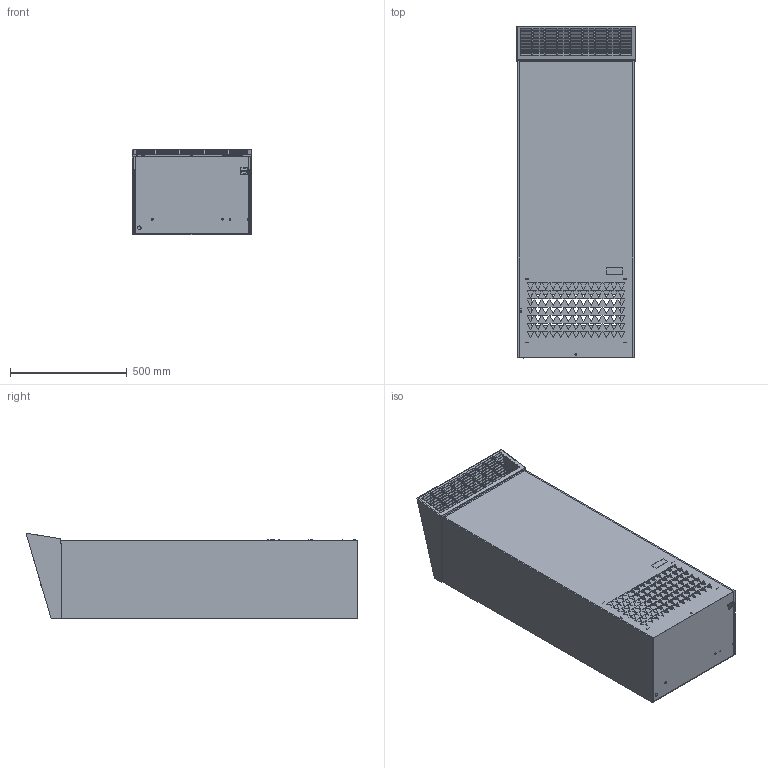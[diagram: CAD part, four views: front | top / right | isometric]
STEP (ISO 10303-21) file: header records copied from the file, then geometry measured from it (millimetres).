
FILE_DESCRIPTION(('STEP AP242'),'1');
FILE_NAME('nsycuhd4k3p4.stp','2020-06-24T10:09:21',('TraceParts'),('TraceParts S.A.'),'Spatial InterOp 3D',' ',' ');
FILE_SCHEMA(('AP242_MANAGED_MODEL_BASED_3D_ENGINEERING_MIM_LF {1 0 10303 442 1 1 4}'));
Length unit declared in the file: millimetre
Products named in the file (1): nsycuhd4k3p4
Bounding box: 512.3 x 1418.52 x 365.36 mm (x, y, z)
Volume: 8620518.6 mm3; surface area: 5190521.5 mm2
Topology: 1 solids, 1 shells, 1671 faces, 4902 edges, 3259 vertices
Faces by surface type: plane 1116, cylinder 555
Entity records: 56798 total; most frequent: CARTESIAN_POINT 9833, ORIENTED_EDGE 9804, DIRECTION 9365, EDGE_CURVE 4902, LINE 3783, VECTOR 3783, VERTEX_POINT 3259, AXIS2_PLACEMENT_3D 2791
